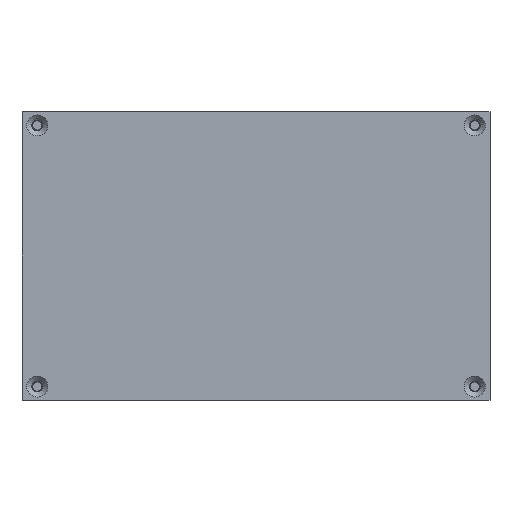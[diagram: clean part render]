
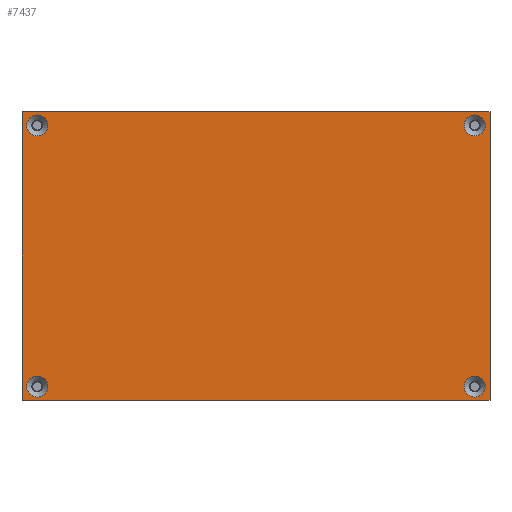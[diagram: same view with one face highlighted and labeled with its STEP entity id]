
A CAD part, front view. The second image highlights one B-rep face of the part: STEP entity #7437.
In plain terms, the highlighted planar face has unit normal (0, -1, 0).
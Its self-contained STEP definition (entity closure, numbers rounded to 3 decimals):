
#50=FACE_BOUND('',#942,.T.);
#51=FACE_BOUND('',#943,.T.);
#52=FACE_BOUND('',#944,.T.);
#53=FACE_BOUND('',#945,.T.);
#134=CIRCLE('',#7695,3.1);
#135=CIRCLE('',#7697,3.1);
#136=CIRCLE('',#7699,3.1);
#137=CIRCLE('',#7701,3.1);
#533=FACE_OUTER_BOUND('',#941,.T.);
#941=EDGE_LOOP('',(#5772,#5773,#5774,#5775));
#942=EDGE_LOOP('',(#5776));
#943=EDGE_LOOP('',(#5777));
#944=EDGE_LOOP('',(#5778));
#945=EDGE_LOOP('',(#5779));
#1429=LINE('',#10745,#2338);
#1528=LINE('',#11001,#2437);
#1530=LINE('',#11005,#2439);
#1533=LINE('',#11009,#2442);
#2338=VECTOR('',#8651,10.);
#2437=VECTOR('',#8930,10.);
#2439=VECTOR('',#8934,10.);
#2442=VECTOR('',#8939,10.);
#3070=VERTEX_POINT('',#10318);
#3071=VERTEX_POINT('',#10322);
#3072=VERTEX_POINT('',#10326);
#3073=VERTEX_POINT('',#10330);
#3232=VERTEX_POINT('',#10742);
#3233=VERTEX_POINT('',#10744);
#3300=VERTEX_POINT('',#11000);
#3301=VERTEX_POINT('',#11004);
#3793=EDGE_CURVE('',#3070,#3070,#134,.T.);
#3795=EDGE_CURVE('',#3071,#3071,#135,.T.);
#3797=EDGE_CURVE('',#3072,#3072,#136,.T.);
#3799=EDGE_CURVE('',#3073,#3073,#137,.T.);
#4010=EDGE_CURVE('',#3233,#3232,#1429,.T.);
#4139=EDGE_CURVE('',#3300,#3233,#1528,.T.);
#4141=EDGE_CURVE('',#3232,#3301,#1530,.T.);
#4144=EDGE_CURVE('',#3301,#3300,#1533,.T.);
#5772=ORIENTED_EDGE('',*,*,#4144,.T.);
#5773=ORIENTED_EDGE('',*,*,#4139,.T.);
#5774=ORIENTED_EDGE('',*,*,#4010,.T.);
#5775=ORIENTED_EDGE('',*,*,#4141,.T.);
#5776=ORIENTED_EDGE('',*,*,#3793,.T.);
#5777=ORIENTED_EDGE('',*,*,#3795,.T.);
#5778=ORIENTED_EDGE('',*,*,#3797,.T.);
#5779=ORIENTED_EDGE('',*,*,#3799,.T.);
#7099=PLANE('',#7919);
#7437=ADVANCED_FACE('',(#533,#50,#51,#52,#53),#7099,.F.);
#7695=AXIS2_PLACEMENT_3D('',#10319,#8309,#8310);
#7697=AXIS2_PLACEMENT_3D('',#10323,#8314,#8315);
#7699=AXIS2_PLACEMENT_3D('',#10327,#8319,#8320);
#7701=AXIS2_PLACEMENT_3D('',#10331,#8324,#8325);
#7919=AXIS2_PLACEMENT_3D('',#11176,#9115,#9116);
#8309=DIRECTION('center_axis',(0.,1.,0.));
#8310=DIRECTION('ref_axis',(1.,0.,0.));
#8314=DIRECTION('center_axis',(0.,1.,0.));
#8315=DIRECTION('ref_axis',(1.,0.,0.));
#8319=DIRECTION('center_axis',(0.,1.,0.));
#8320=DIRECTION('ref_axis',(1.,0.,0.));
#8324=DIRECTION('center_axis',(0.,1.,0.));
#8325=DIRECTION('ref_axis',(1.,0.,0.));
#8651=DIRECTION('',(0.,0.,1.));
#8930=DIRECTION('',(1.,0.,0.));
#8934=DIRECTION('',(-1.,0.,0.));
#8939=DIRECTION('',(0.,0.,-1.));
#9115=DIRECTION('center_axis',(0.,1.,0.));
#9116=DIRECTION('ref_axis',(1.,0.,0.));
#10318=CARTESIAN_POINT('',(-67.6,0.,38.5));
#10319=CARTESIAN_POINT('Origin',(-64.5,0.,38.5));
#10322=CARTESIAN_POINT('',(61.4,0.,-38.5));
#10323=CARTESIAN_POINT('Origin',(64.5,0.,-38.5));
#10326=CARTESIAN_POINT('',(-67.6,0.,-38.5));
#10327=CARTESIAN_POINT('Origin',(-64.5,0.,-38.5));
#10330=CARTESIAN_POINT('',(61.4,0.,38.5));
#10331=CARTESIAN_POINT('Origin',(64.5,0.,38.5));
#10742=CARTESIAN_POINT('',(69.,0.,42.5));
#10744=CARTESIAN_POINT('',(69.,0.,-42.5));
#10745=CARTESIAN_POINT('',(69.,0.,-42.5));
#11000=CARTESIAN_POINT('',(-69.,0.,-42.5));
#11001=CARTESIAN_POINT('',(-69.,0.,-42.5));
#11004=CARTESIAN_POINT('',(-69.,0.,42.5));
#11005=CARTESIAN_POINT('',(69.,0.,42.5));
#11009=CARTESIAN_POINT('',(-69.,0.,42.5));
#11176=CARTESIAN_POINT('Origin',(0.,0.,0.));
